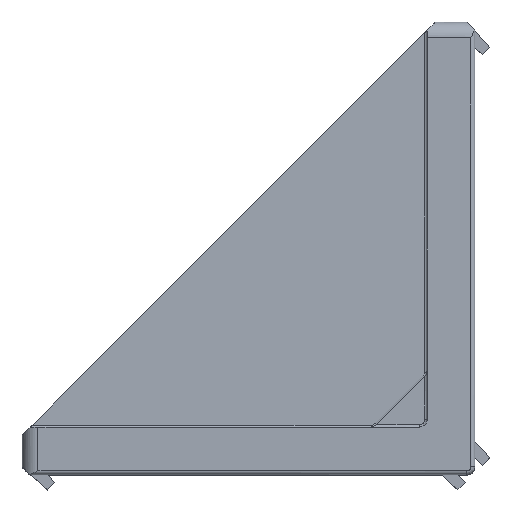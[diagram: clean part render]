
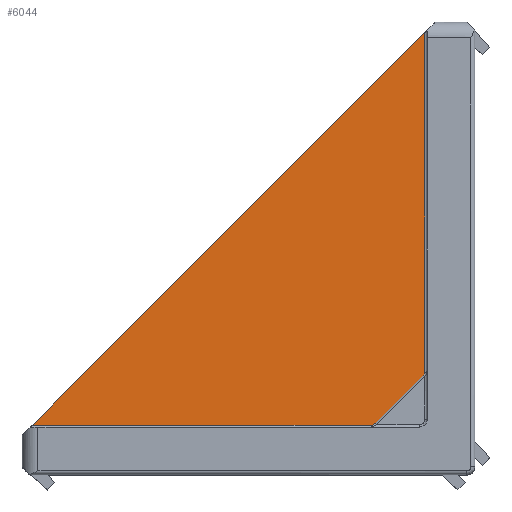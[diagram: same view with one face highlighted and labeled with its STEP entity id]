
A CAD part, top view. The second image highlights one B-rep face of the part: STEP entity #6044.
In plain terms, the highlighted planar face has unit normal (-0.012, 0.012, 1).
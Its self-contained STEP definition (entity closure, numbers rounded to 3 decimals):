
#257 = CARTESIAN_POINT ( 'NONE',  ( -6.996, 6.296, -8.399 ) ) ;
#311 = VERTEX_POINT ( 'NONE', #3862 ) ;
#499 = B_SPLINE_CURVE_WITH_KNOTS ( 'NONE', 3,
 ( #1520, #1525, #1511, #1505, #1503, #1497, #1491, #1489, #1482, #1481, #1474, #1465, #1464, #1457, #1455, #1433 ),
 .UNSPECIFIED., .F., .F.,
 ( 4, 1, 2, 2, 2, 1, 2, 2, 4 ),
 ( 0., 0.125, 0.188, 0.25, 0.5, 0.625, 0.687, 0.75, 1. ),
 .UNSPECIFIED. ) ;
#565 = CARTESIAN_POINT ( 'NONE',  ( -55.704, 6.296, -9. ) ) ;
#721 = ORIENTED_EDGE ( 'NONE', *, *, #3667, .T. ) ;
#727 = EDGE_LOOP ( 'NONE', ( #721, #3963, #3867, #4100 ) ) ;
#1085 = VECTOR ( 'NONE', #3915, 1000. ) ;
#1161 = VERTEX_POINT ( 'NONE', #257 ) ;
#1398 = VECTOR ( 'NONE', #4833, 1000. ) ;
#1433 = CARTESIAN_POINT ( 'NONE',  ( -6.296, 6.996, -8.399 ) ) ;
#1455 = CARTESIAN_POINT ( 'NONE',  ( -6.296, 6.907, -8.398 ) ) ;
#1457 = CARTESIAN_POINT ( 'NONE',  ( -6.313, 6.821, -8.397 ) ) ;
#1464 = CARTESIAN_POINT ( 'NONE',  ( -6.354, 6.718, -8.396 ) ) ;
#1465 = CARTESIAN_POINT ( 'NONE',  ( -6.364, 6.694, -8.396 ) ) ;
#1474 = CARTESIAN_POINT ( 'NONE',  ( -6.386, 6.652, -8.396 ) ) ;
#1481 = CARTESIAN_POINT ( 'NONE',  ( -6.422, 6.591, -8.395 ) ) ;
#1482 = CARTESIAN_POINT ( 'NONE',  ( -6.467, 6.535, -8.395 ) ) ;
#1489 = CARTESIAN_POINT ( 'NONE',  ( -6.569, 6.433, -8.395 ) ) ;
#1491 = CARTESIAN_POINT ( 'NONE',  ( -6.649, 6.381, -8.396 ) ) ;
#1497 = CARTESIAN_POINT ( 'NONE',  ( -6.761, 6.337, -8.396 ) ) ;
#1503 = CARTESIAN_POINT ( 'NONE',  ( -6.78, 6.33, -8.397 ) ) ;
#1505 = CARTESIAN_POINT ( 'NONE',  ( -6.823, 6.318, -8.397 ) ) ;
#1511 = CARTESIAN_POINT ( 'NONE',  ( -6.886, 6.302, -8.398 ) ) ;
#1520 = CARTESIAN_POINT ( 'NONE',  ( -6.996, 6.296, -8.399 ) ) ;
#1525 = CARTESIAN_POINT ( 'NONE',  ( -6.952, 6.296, -8.398 ) ) ;
#1799 = DIRECTION ( 'NONE',  ( 1., 0., 0.012 ) ) ;
#1805 = DIRECTION ( 'NONE',  ( -0.012, 0.012, 1. ) ) ;
#1814 = CARTESIAN_POINT ( 'NONE',  ( -57., 5., -9. ) ) ;
#1821 = PLANE ( 'NONE',  #3920 ) ;
#3174 = CARTESIAN_POINT ( 'NONE',  ( -6.296, 6.996, -8.399 ) ) ;
#3203 = EDGE_CURVE ( 'NONE', #5135, #1161, #5457, .T. ) ;
#3557 = CARTESIAN_POINT ( 'NONE',  ( -57., 5., -9. ) ) ;
#3567 = EDGE_CURVE ( 'NONE', #3855, #311, #4147, .T. ) ;
#3569 = DIRECTION ( 'NONE',  ( -0.707, -0.707, 0. ) ) ;
#3667 = EDGE_CURVE ( 'NONE', #311, #5135, #3996, .T. ) ;
#3850 = CARTESIAN_POINT ( 'NONE',  ( -6.296, 6.996, -8.399 ) ) ;
#3855 = VERTEX_POINT ( 'NONE', #3174 ) ;
#3862 = CARTESIAN_POINT ( 'NONE',  ( -6.296, 55.704, -9. ) ) ;
#3867 = ORIENTED_EDGE ( 'NONE', *, *, #4763, .T. ) ;
#3915 = DIRECTION ( 'NONE',  ( 0., 1., -0.012 ) ) ;
#3920 = AXIS2_PLACEMENT_3D ( 'NONE', #1814, #1805, #1799 ) ;
#3963 = ORIENTED_EDGE ( 'NONE', *, *, #3203, .T. ) ;
#3996 = LINE ( 'NONE', #3557, #4114 ) ;
#4100 = ORIENTED_EDGE ( 'NONE', *, *, #3567, .T. ) ;
#4114 = VECTOR ( 'NONE', #3569, 1000. ) ;
#4147 = LINE ( 'NONE', #3850, #1085 ) ;
#4547 = FACE_OUTER_BOUND ( 'NONE', #727, .T. ) ;
#4763 = EDGE_CURVE ( 'NONE', #1161, #3855, #499, .T. ) ;
#4833 = DIRECTION ( 'NONE',  ( 1., 0., 0.012 ) ) ;
#4847 = CARTESIAN_POINT ( 'NONE',  ( -57., 6.296, -9.016 ) ) ;
#5135 = VERTEX_POINT ( 'NONE', #565 ) ;
#5457 = LINE ( 'NONE', #4847, #1398 ) ;
#6044 = ADVANCED_FACE ( 'NONE', ( #4547 ), #1821, .T. ) ;
